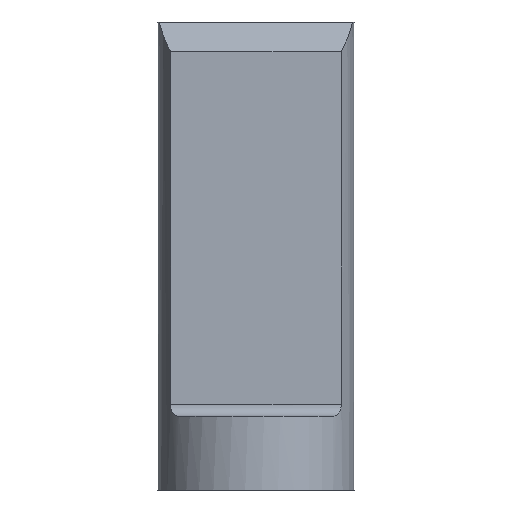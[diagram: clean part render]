
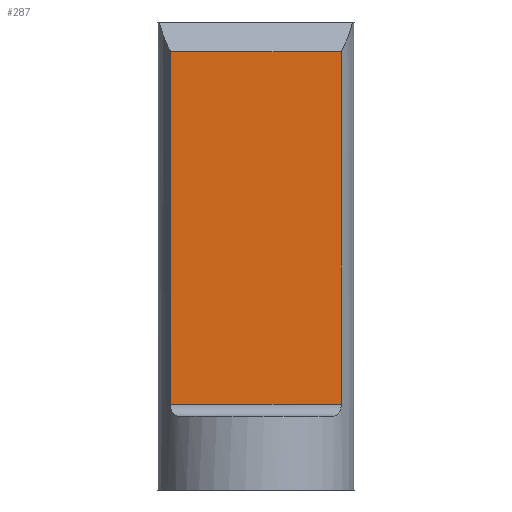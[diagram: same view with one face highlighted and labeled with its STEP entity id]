
A CAD part, left-side view. The second image highlights one B-rep face of the part: STEP entity #287.
In plain terms, the highlighted planar face has unit normal (-1, 0, 0).
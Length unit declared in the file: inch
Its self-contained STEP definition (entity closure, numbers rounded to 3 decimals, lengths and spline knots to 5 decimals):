
#22=PLANE('',#313);
#50=FACE_OUTER_BOUND('',#67,.T.);
#67=EDGE_LOOP('',(#211,#212,#213,#214));
#83=LINE('',#1172,#99);
#85=LINE('',#1187,#101);
#86=LINE('',#1189,#102);
#87=LINE('',#1190,#103);
#99=VECTOR('',#354,0.3937);
#101=VECTOR('',#358,0.3937);
#102=VECTOR('',#359,0.3937);
#103=VECTOR('',#360,0.3937);
#130=VERTEX_POINT('',#1160);
#131=VERTEX_POINT('',#1171);
#133=VERTEX_POINT('',#1186);
#134=VERTEX_POINT('',#1188);
#160=EDGE_CURVE('',#130,#131,#83,.T.);
#163=EDGE_CURVE('',#130,#133,#85,.T.);
#164=EDGE_CURVE('',#134,#133,#86,.T.);
#165=EDGE_CURVE('',#131,#134,#87,.T.);
#211=ORIENTED_EDGE('',*,*,#160,.F.);
#212=ORIENTED_EDGE('',*,*,#163,.T.);
#213=ORIENTED_EDGE('',*,*,#164,.F.);
#214=ORIENTED_EDGE('',*,*,#165,.F.);
#287=ADVANCED_FACE('',(#50),#22,.T.);
#313=AXIS2_PLACEMENT_3D('',#1185,#356,#357);
#354=DIRECTION('',(0.,1.,0.));
#356=DIRECTION('center_axis',(-1.,0.,0.));
#357=DIRECTION('ref_axis',(0.,0.,1.));
#358=DIRECTION('',(0.,0.,1.));
#359=DIRECTION('',(0.,-1.,0.));
#360=DIRECTION('',(0.,0.,1.));
#1160=CARTESIAN_POINT('',(-0.25,-0.43301,0.435));
#1171=CARTESIAN_POINT('',(-0.25,0.43301,0.435));
#1172=CARTESIAN_POINT('',(-0.25,-0.21651,0.435));
#1185=CARTESIAN_POINT('Origin',(-0.25,-0.43301,0.375));
#1186=CARTESIAN_POINT('',(-0.25,-0.43301,2.225));
#1187=CARTESIAN_POINT('',(-0.25,-0.43301,0.375));
#1188=CARTESIAN_POINT('',(-0.25,0.43301,2.225));
#1189=CARTESIAN_POINT('',(-0.25,-0.21651,2.225));
#1190=CARTESIAN_POINT('',(-0.25,0.43301,0.375));
